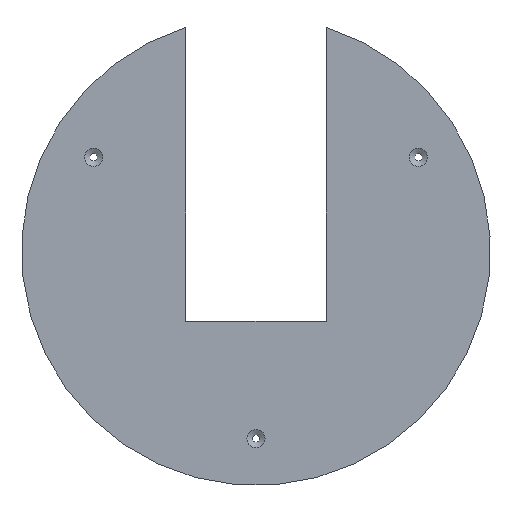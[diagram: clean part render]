
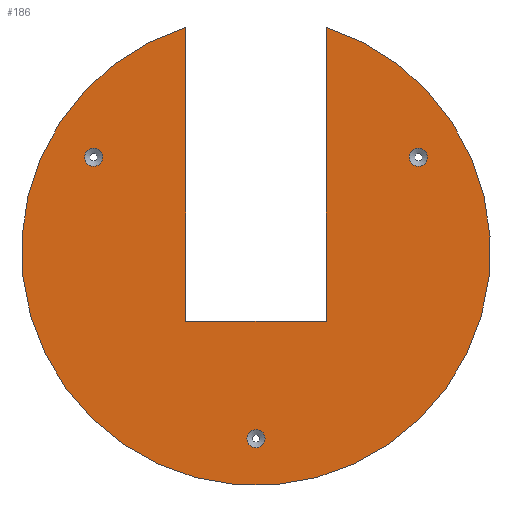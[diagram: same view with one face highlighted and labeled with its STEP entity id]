
A CAD part, front view. The second image highlights one B-rep face of the part: STEP entity #186.
In plain terms, the highlighted planar face has unit normal (0, -1, 0).
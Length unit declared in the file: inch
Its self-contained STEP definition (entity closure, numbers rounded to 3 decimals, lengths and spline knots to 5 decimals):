
#22=FACE_BOUND('',#47,.T.);
#23=FACE_BOUND('',#48,.T.);
#24=FACE_BOUND('',#49,.T.);
#34=FACE_OUTER_BOUND('',#46,.T.);
#46=EDGE_LOOP('',(#139,#140,#141,#142));
#47=EDGE_LOOP('',(#143));
#48=EDGE_LOOP('',(#144));
#49=EDGE_LOOP('',(#145));
#70=CIRCLE('',#207,5.);
#71=CIRCLE('',#208,0.194);
#72=CIRCLE('',#209,0.194);
#73=CIRCLE('',#210,0.194);
#81=LINE('',#291,#91);
#82=LINE('',#295,#92);
#83=LINE('',#296,#93);
#91=VECTOR('',#233,6.2697);
#92=VECTOR('',#236,6.2697);
#93=VECTOR('',#237,3.);
#101=VERTEX_POINT('',#289);
#102=VERTEX_POINT('',#290);
#103=VERTEX_POINT('',#292);
#104=VERTEX_POINT('',#294);
#105=VERTEX_POINT('',#297);
#106=VERTEX_POINT('',#299);
#107=VERTEX_POINT('',#301);
#118=EDGE_CURVE('',#101,#102,#81,.T.);
#119=EDGE_CURVE('',#103,#101,#70,.T.);
#120=EDGE_CURVE('',#103,#104,#82,.T.);
#121=EDGE_CURVE('',#102,#104,#83,.T.);
#122=EDGE_CURVE('',#105,#105,#71,.T.);
#123=EDGE_CURVE('',#106,#106,#72,.T.);
#124=EDGE_CURVE('',#107,#107,#73,.T.);
#139=ORIENTED_EDGE('',*,*,#118,.F.);
#140=ORIENTED_EDGE('',*,*,#119,.F.);
#141=ORIENTED_EDGE('',*,*,#120,.T.);
#142=ORIENTED_EDGE('',*,*,#121,.F.);
#143=ORIENTED_EDGE('',*,*,#122,.F.);
#144=ORIENTED_EDGE('',*,*,#123,.F.);
#145=ORIENTED_EDGE('',*,*,#124,.F.);
#181=PLANE('',#206);
#186=ADVANCED_FACE('',(#34,#22,#23,#24),#181,.F.);
#206=AXIS2_PLACEMENT_3D('',#288,#231,#232);
#207=AXIS2_PLACEMENT_3D('',#293,#234,#235);
#208=AXIS2_PLACEMENT_3D('',#298,#238,#239);
#209=AXIS2_PLACEMENT_3D('',#300,#240,#241);
#210=AXIS2_PLACEMENT_3D('',#302,#242,#243);
#231=DIRECTION('center_axis',(0.,1.,0.));
#232=DIRECTION('ref_axis',(1.,0.,0.));
#233=DIRECTION('',(0.,0.,-1.));
#234=DIRECTION('center_axis',(0.,1.,0.));
#235=DIRECTION('ref_axis',(-1.,0.,0.));
#236=DIRECTION('',(0.,0.,-1.));
#237=DIRECTION('',(1.,0.,0.));
#238=DIRECTION('center_axis',(0.,-1.,0.));
#239=DIRECTION('ref_axis',(-0.859,0.,0.512));
#240=DIRECTION('center_axis',(0.,-1.,0.));
#241=DIRECTION('ref_axis',(0.873,0.,0.488));
#242=DIRECTION('center_axis',(0.,-1.,0.));
#243=DIRECTION('ref_axis',(0.,0.,-1.));
#288=CARTESIAN_POINT('Origin',(0.,0.,0.));
#289=CARTESIAN_POINT('',(-1.5,0.,4.7697));
#290=CARTESIAN_POINT('',(-1.5,0.,-1.5));
#291=CARTESIAN_POINT('',(-1.5,0.,4.7697));
#292=CARTESIAN_POINT('',(1.5,0.,4.7697));
#293=CARTESIAN_POINT('Origin',(0.,0.,0.));
#294=CARTESIAN_POINT('',(1.5,0.,-1.5));
#295=CARTESIAN_POINT('',(1.5,0.,4.7697));
#296=CARTESIAN_POINT('',(-1.5,0.,-1.5));
#297=CARTESIAN_POINT('',(-3.4641,0.,1.806));
#298=CARTESIAN_POINT('Origin',(-3.4641,0.,2.));
#299=CARTESIAN_POINT('',(3.4641,0.,2.194));
#300=CARTESIAN_POINT('Origin',(3.4641,0.,2.));
#301=CARTESIAN_POINT('',(-0.00261,0.,-4.19398));
#302=CARTESIAN_POINT('Origin',(0.,0.,-4.));
